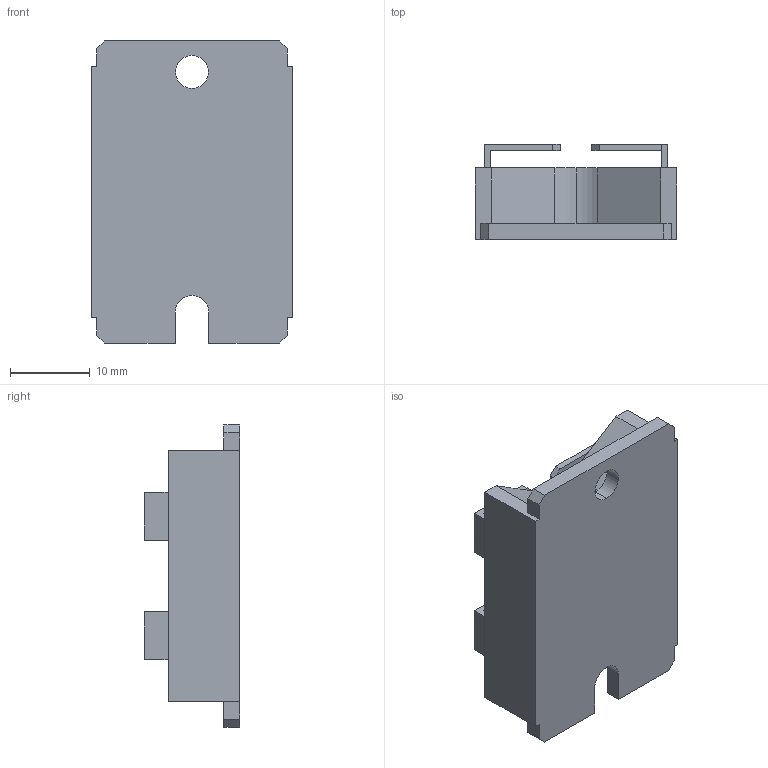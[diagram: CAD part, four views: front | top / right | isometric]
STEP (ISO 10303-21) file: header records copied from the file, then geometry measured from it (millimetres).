
FILE_DESCRIPTION (( 'STEP AP214' ), '1' );
FILE_NAME ('11E6F49D-0198-4198-982A-5F7C71CA30FA.STEP', '2023-02-18T17:58:42', ( '' ), ( '' ), 'SwSTEP 2.0', 'SolidWorks 2022', '' );
FILE_SCHEMA (( 'AUTOMOTIVE_DESIGN' ));
Length unit declared in the file: millimetre
Products named in the file (1): 11E6F49D-0198-4198-982A-5F7C71CA30FA
Bounding box: 25.32 x 12 x 38 mm (x, y, z)
Volume: 6403.7 mm3; surface area: 3742.4 mm2
Topology: 3 solids, 3 shells, 106 faces, 276 edges, 184 vertices
Faces by surface type: plane 83, cylinder 23
Entity records: 3562 total; most frequent: CARTESIAN_POINT 567, ORIENTED_EDGE 552, DIRECTION 536, EDGE_CURVE 276, LINE 230, VECTOR 230, VERTEX_POINT 184, AXIS2_PLACEMENT_3D 153
